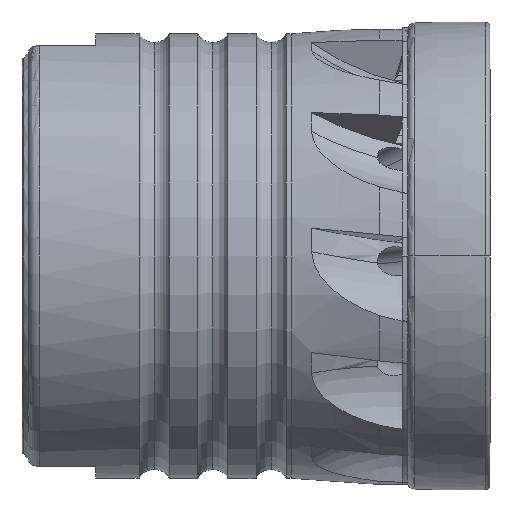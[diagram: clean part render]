
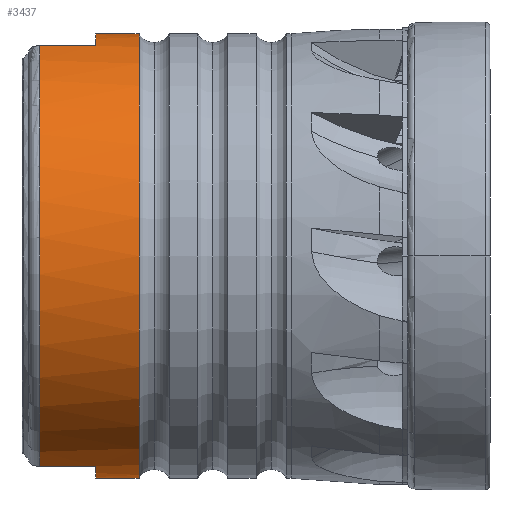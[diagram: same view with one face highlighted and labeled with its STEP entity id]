
A CAD part, front view. The second image highlights one B-rep face of the part: STEP entity #3437.
In plain terms, the highlighted cylindrical face has radius 19 mm (diameter 38 mm), a partial arc.
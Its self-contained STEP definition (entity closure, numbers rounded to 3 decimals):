
#193 = EDGE_CURVE ( 'NONE', #4805, #4713, #9933, .T. ) ;
#390 = EDGE_CURVE ( 'NONE', #1796, #1782, #6310, .T. ) ;
#393 = EDGE_CURVE ( 'NONE', #1777, #1796, #6003, .T. ) ;
#397 = EDGE_CURVE ( 'NONE', #1793, #1782, #6014, .T. ) ;
#1208 = AXIS2_PLACEMENT_3D ( 'NONE', #5156, #5157, #5158 ) ;
#1359 = ORIENTED_EDGE ( 'NONE', *, *, #393, .F. ) ;
#1360 = ORIENTED_EDGE ( 'NONE', *, *, #3446, .F. ) ;
#1361 = ORIENTED_EDGE ( 'NONE', *, *, #3447, .T. ) ;
#1362 = ORIENTED_EDGE ( 'NONE', *, *, #193, .T. ) ;
#1363 = ORIENTED_EDGE ( 'NONE', *, *, #3448, .T. ) ;
#1364 = ORIENTED_EDGE ( 'NONE', *, *, #3449, .F. ) ;
#1365 = ORIENTED_EDGE ( 'NONE', *, *, #397, .T. ) ;
#1366 = ORIENTED_EDGE ( 'NONE', *, *, #390, .F. ) ;
#1777 = VERTEX_POINT ( 'NONE', #6877 ) ;
#1782 = VERTEX_POINT ( 'NONE', #6882 ) ;
#1793 = VERTEX_POINT ( 'NONE', #6893 ) ;
#1796 = VERTEX_POINT ( 'NONE', #6896 ) ;
#2032 = EDGE_LOOP ( 'NONE', ( #1359, #1360, #1361, #1362, #1363, #1364, #1365, #1366 ) ) ;
#2450 = VERTEX_POINT ( 'NONE', #6977 ) ;
#3437 = ADVANCED_FACE ( 'NONE', ( #8281 ), #8286, .T. ) ;
#3446 = EDGE_CURVE ( 'NONE', #2450, #1777, #7785, .T. ) ;
#3447 = EDGE_CURVE ( 'NONE', #2450, #4805, #8305, .T. ) ;
#3448 = EDGE_CURVE ( 'NONE', #4713, #4754, #8321, .T. ) ;
#3449 = EDGE_CURVE ( 'NONE', #1793, #4754, #7793, .T. ) ;
#4713 = VERTEX_POINT ( 'NONE', #11444 ) ;
#4754 = VERTEX_POINT ( 'NONE', #11485 ) ;
#4805 = VERTEX_POINT ( 'NONE', #11536 ) ;
#5156 = CARTESIAN_POINT ( 'NONE',  ( -38.05, 0., 0. ) ) ;
#5157 = DIRECTION ( 'NONE',  ( 1., 0., 0. ) ) ;
#5158 = DIRECTION ( 'NONE',  ( 0., 0., -1. ) ) ;
#5989 = CARTESIAN_POINT ( 'NONE',  ( 0., 0., 19. ) ) ;
#6000 = CARTESIAN_POINT ( 'NONE',  ( -29.548, 0., 0. ) ) ;
#6001 = DIRECTION ( 'NONE',  ( 1., 0., 0. ) ) ;
#6002 = DIRECTION ( 'NONE',  ( 0., 0., -1. ) ) ;
#6003 = LINE ( 'NONE', #5989, #6318 ) ;
#6010 = DIRECTION ( 'NONE',  ( 1., 0., 0. ) ) ;
#6014 = LINE ( 'NONE', #6019, #6317 ) ;
#6019 = CARTESIAN_POINT ( 'NONE',  ( 0., 0., -19. ) ) ;
#6020 = DIRECTION ( 'NONE',  ( 1., 0., 0. ) ) ;
#6310 = CIRCLE ( 'NONE', #6316, 19. ) ;
#6316 = AXIS2_PLACEMENT_3D ( 'NONE', #6000, #6001, #6002 ) ;
#6317 = VECTOR ( 'NONE', #6020, 1000. ) ;
#6318 = VECTOR ( 'NONE', #6010, 1000. ) ;
#6877 = CARTESIAN_POINT ( 'NONE',  ( -33.25, 0., 19. ) ) ;
#6882 = CARTESIAN_POINT ( 'NONE',  ( -29.548, 0., -19. ) ) ;
#6893 = CARTESIAN_POINT ( 'NONE',  ( -33.25, 0., -19. ) ) ;
#6896 = CARTESIAN_POINT ( 'NONE',  ( -29.548, 0., 19. ) ) ;
#6977 = CARTESIAN_POINT ( 'NONE',  ( -33.25, -6.131, 17.984 ) ) ;
#7783 = AXIS2_PLACEMENT_3D ( 'NONE', #8287, #8284, #8289 ) ;
#7785 = CIRCLE ( 'NONE', #7791, 19. ) ;
#7790 = VECTOR ( 'NONE', #8320, 1000. ) ;
#7791 = AXIS2_PLACEMENT_3D ( 'NONE', #8317, #8318, #8319 ) ;
#7792 = VECTOR ( 'NONE', #8323, 1000. ) ;
#7793 = CIRCLE ( 'NONE', #7795, 19. ) ;
#7795 = AXIS2_PLACEMENT_3D ( 'NONE', #8326, #8327, #8328 ) ;
#8281 = FACE_OUTER_BOUND ( 'NONE', #2032, .T. ) ;
#8284 = DIRECTION ( 'NONE',  ( 1., 0., 0. ) ) ;
#8286 = CYLINDRICAL_SURFACE ( 'NONE', #7783, 19. ) ;
#8287 = CARTESIAN_POINT ( 'NONE',  ( 0., 0., 0. ) ) ;
#8289 = DIRECTION ( 'NONE',  ( 0., 0., -1. ) ) ;
#8305 = LINE ( 'NONE', #8311, #7790 ) ;
#8311 = CARTESIAN_POINT ( 'NONE',  ( 0., -6.131, 17.984 ) ) ;
#8317 = CARTESIAN_POINT ( 'NONE',  ( -33.25, 0., 0. ) ) ;
#8318 = DIRECTION ( 'NONE',  ( -1., 0., 0. ) ) ;
#8319 = DIRECTION ( 'NONE',  ( 0., 0., -1. ) ) ;
#8320 = DIRECTION ( 'NONE',  ( -1., 0., 0. ) ) ;
#8321 = LINE ( 'NONE', #8322, #7792 ) ;
#8322 = CARTESIAN_POINT ( 'NONE',  ( 0., -6.131, -17.984 ) ) ;
#8323 = DIRECTION ( 'NONE',  ( 1., 0., 0. ) ) ;
#8326 = CARTESIAN_POINT ( 'NONE',  ( -33.25, 0., 0. ) ) ;
#8327 = DIRECTION ( 'NONE',  ( -1., 0., 0. ) ) ;
#8328 = DIRECTION ( 'NONE',  ( 0., 0., -1. ) ) ;
#9933 = CIRCLE ( 'NONE', #1208, 19. ) ;
#11444 = CARTESIAN_POINT ( 'NONE',  ( -38.05, -6.131, -17.984 ) ) ;
#11485 = CARTESIAN_POINT ( 'NONE',  ( -33.25, -6.131, -17.984 ) ) ;
#11536 = CARTESIAN_POINT ( 'NONE',  ( -38.05, -6.131, 17.984 ) ) ;
